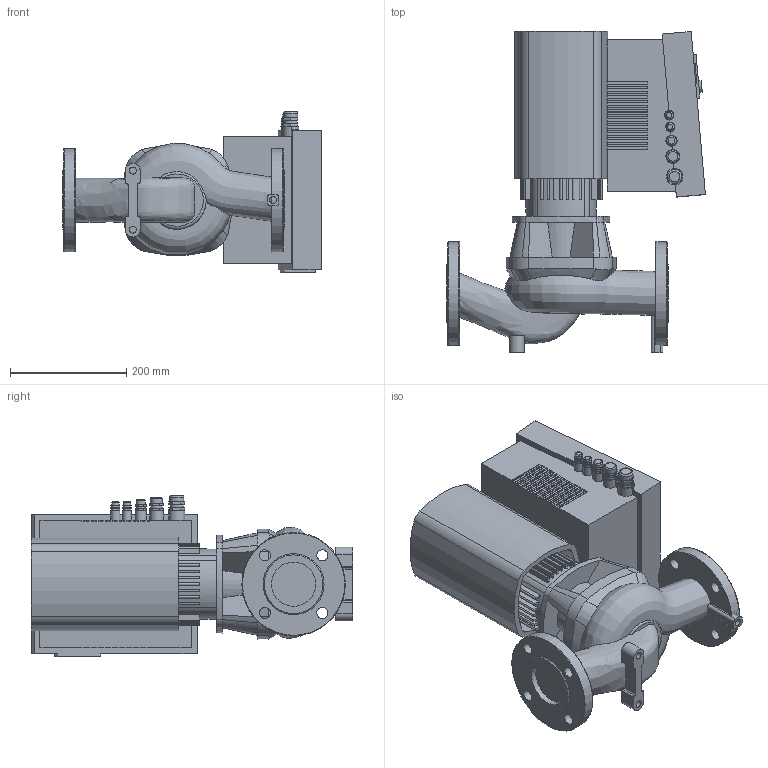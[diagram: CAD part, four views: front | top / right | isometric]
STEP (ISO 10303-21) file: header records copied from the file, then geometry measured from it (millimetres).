
FILE_DESCRIPTION(/* description */ (''),/* implementation_level */ '2;1');
FILE_NAME(/* name */ '3d_StratosGIGA2.5_3-125-2124498.stp',/* time_stamp */ '2022-03-01T15:05:37-06:00',/* author */ ('faliszekte'),/* organization */ (''),/* preprocessor_version */ 'ST-DEVELOPER v18.1',/* originating_system */ 'Autodesk Inventor 2021',/* authorisation */ '');
FILE_SCHEMA (('AUTOMOTIVE_DESIGN { 1 0 10303 214 3 1 1 }'));
Length unit declared in the file: inch
Products named in the file (12): 3d_StratosGIGA2.5_3-125-2124498; 3d_StratosGIGA2.5_3-125-21244981; 3d_StratosGIGA2.5_3-125-21244982; 3d_StratosGIGA2.5_3-125-21244983; 3d_StratosGIGA2.5_3-125-21244984; 3d_StratosGIGA2.5_3-125-21244985; 3d_StratosGIGA2.5_3-125-21244986; 3d_StratosGIGA2.5_3-125-21244987; 3d_StratosGIGA2.5_3-125-21244988; 3d_StratosGIGA2.5_3-125-21244989; 3d_StratosGIGA2.5_3-125-212449810; 3d_StratosGIGA2.5_3-125-212449811
Assembly tree (11 placements, depth 2):
  3d_StratosGIGA2.5_3-125-2124498
    3d_StratosGIGA2.5_3-125-21244981
    3d_StratosGIGA2.5_3-125-21244982
    3d_StratosGIGA2.5_3-125-21244983
    3d_StratosGIGA2.5_3-125-21244984
    3d_StratosGIGA2.5_3-125-21244985
    3d_StratosGIGA2.5_3-125-21244986
    3d_StratosGIGA2.5_3-125-21244987
    3d_StratosGIGA2.5_3-125-21244988
    3d_StratosGIGA2.5_3-125-21244989
    3d_StratosGIGA2.5_3-125-212449810
    3d_StratosGIGA2.5_3-125-212449811
Bounding box: 444.8 x 551.75 x 277 mm (x, y, z)
Volume: 20715428.4 mm3; surface area: 1348673.9 mm2
Topology: 18 solids, 18 shells, 691 faces, 1815 edges, 1179 vertices
Faces by surface type: plane 473, cylinder 147, bspline 47, torus 14, cone 10
Full cylindrical faces by diameter (mm): 12 x5, 13 x2, 15 x1, 16 x1, 19.05 x8, 20 x2, 21 x1, 23 x1, 24 x1, 76.1 x3, 177.8 x2
Entity records: 32294 total; most frequent: CARTESIAN_POINT 14602, ORIENTED_EDGE 3634, DIRECTION 3526, EDGE_CURVE 1817, LINE 1192, VECTOR 1192, VERTEX_POINT 1181, AXIS2_PLACEMENT_3D 1167
